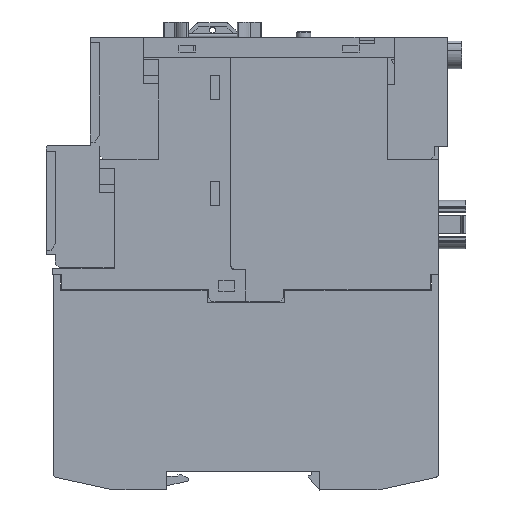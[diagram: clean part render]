
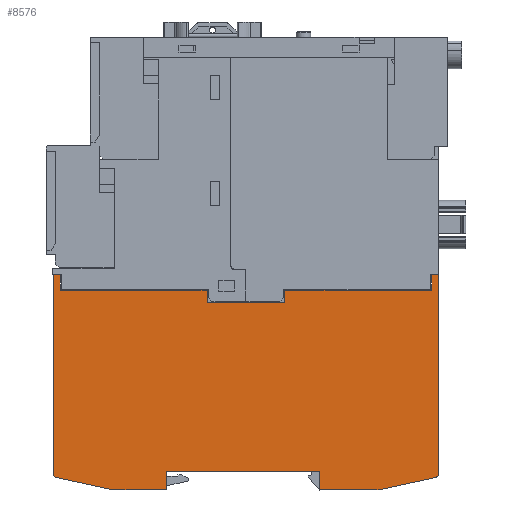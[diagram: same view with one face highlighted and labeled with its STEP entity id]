
A CAD part, left-side view. The second image highlights one B-rep face of the part: STEP entity #8576.
In plain terms, the highlighted planar face has unit normal (-1, 0, 0).
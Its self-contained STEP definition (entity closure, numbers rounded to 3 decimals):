
#8576=ADVANCED_FACE('',(#17795),#17796,.F.);
#17795=FACE_OUTER_BOUND('',#27529,.T.);
#17796=PLANE('',#27530);
#27529=EDGE_LOOP('',(#55157,#55158,#55159,#55160,#55161,#55162,#55163,#55164,#55165,#55166,#55167,#55168,#55169,#55170,#55171,#55172,#55173,#55174,#55175,#55176,#55177,#55178,#55179,#55180));
#27530=AXIS2_PLACEMENT_3D('',#55181,#55182,#55183);
#55157=ORIENTED_EDGE('',*,*,#68081,.T.);
#55158=ORIENTED_EDGE('',*,*,#68038,.T.);
#55159=ORIENTED_EDGE('',*,*,#69741,.T.);
#55160=ORIENTED_EDGE('',*,*,#69742,.T.);
#55161=ORIENTED_EDGE('',*,*,#69743,.T.);
#55162=ORIENTED_EDGE('',*,*,#69744,.T.);
#55163=ORIENTED_EDGE('',*,*,#69745,.T.);
#55164=ORIENTED_EDGE('',*,*,#69746,.T.);
#55165=ORIENTED_EDGE('',*,*,#69747,.T.);
#55166=ORIENTED_EDGE('',*,*,#69748,.T.);
#55167=ORIENTED_EDGE('',*,*,#69749,.T.);
#55168=ORIENTED_EDGE('',*,*,#69750,.T.);
#55169=ORIENTED_EDGE('',*,*,#69751,.T.);
#55170=ORIENTED_EDGE('',*,*,#69752,.F.);
#55171=ORIENTED_EDGE('',*,*,#69753,.T.);
#55172=ORIENTED_EDGE('',*,*,#69754,.T.);
#55173=ORIENTED_EDGE('',*,*,#69755,.T.);
#55174=ORIENTED_EDGE('',*,*,#69756,.T.);
#55175=ORIENTED_EDGE('',*,*,#69757,.T.);
#55176=ORIENTED_EDGE('',*,*,#69758,.T.);
#55177=ORIENTED_EDGE('',*,*,#69759,.T.);
#55178=ORIENTED_EDGE('',*,*,#69760,.F.);
#55179=ORIENTED_EDGE('',*,*,#69761,.T.);
#55180=ORIENTED_EDGE('',*,*,#69737,.T.);
#55181=CARTESIAN_POINT('',(0.1,58.272,28.736));
#55182=DIRECTION('',(1.0,0.0,0.0));
#55183=DIRECTION('',(0.0,0.0,-1.0));
#68038=EDGE_CURVE('',#84376,#84374,#84377,.T.);
#68081=EDGE_CURVE('',#84445,#84376,#84446,.T.);
#69737=EDGE_CURVE('',#86894,#84445,#86895,.T.);
#69741=EDGE_CURVE('',#84374,#86900,#86901,.T.);
#69742=EDGE_CURVE('',#86900,#86902,#86903,.T.);
#69743=EDGE_CURVE('',#86902,#86904,#86905,.T.);
#69744=EDGE_CURVE('',#86904,#86906,#86907,.T.);
#69745=EDGE_CURVE('',#86906,#86908,#86909,.T.);
#69746=EDGE_CURVE('',#86908,#86910,#86911,.T.);
#69747=EDGE_CURVE('',#86910,#86912,#86913,.T.);
#69748=EDGE_CURVE('',#86912,#86914,#86915,.T.);
#69749=EDGE_CURVE('',#86914,#86916,#86917,.T.);
#69750=EDGE_CURVE('',#86916,#86918,#86919,.T.);
#69751=EDGE_CURVE('',#86918,#86920,#86921,.T.);
#69752=EDGE_CURVE('',#86922,#86920,#86923,.T.);
#69753=EDGE_CURVE('',#86922,#86924,#86925,.T.);
#69754=EDGE_CURVE('',#86924,#86926,#86927,.T.);
#69755=EDGE_CURVE('',#86926,#86928,#86929,.T.);
#69756=EDGE_CURVE('',#86928,#86930,#86931,.T.);
#69757=EDGE_CURVE('',#86930,#86932,#86933,.T.);
#69758=EDGE_CURVE('',#86932,#86934,#86935,.T.);
#69759=EDGE_CURVE('',#86934,#86936,#86937,.T.);
#69760=EDGE_CURVE('',#86938,#86936,#86939,.T.);
#69761=EDGE_CURVE('',#86938,#86894,#86940,.T.);
#84374=VERTEX_POINT('',#108074);
#84376=VERTEX_POINT('',#108077);
#84377=LINE('',#108078,#108079);
#84445=VERTEX_POINT('',#108174);
#84446=LINE('',#108175,#108176);
#86894=VERTEX_POINT('',#111650);
#86895=LINE('',#111651,#111652);
#86900=VERTEX_POINT('',#111659);
#86901=LINE('',#111660,#111661);
#86902=VERTEX_POINT('',#111662);
#86903=LINE('',#111663,#111664);
#86904=VERTEX_POINT('',#111665);
#86905=LINE('',#111666,#111667);
#86906=VERTEX_POINT('',#111668);
#86907=LINE('',#111669,#111670);
#86908=VERTEX_POINT('',#111671);
#86909=LINE('',#111672,#111673);
#86910=VERTEX_POINT('',#111674);
#86911=LINE('',#111675,#111676);
#86912=VERTEX_POINT('',#111677);
#86913=LINE('',#111678,#111679);
#86914=VERTEX_POINT('',#111680);
#86915=LINE('',#111681,#111682);
#86916=VERTEX_POINT('',#111683);
#86917=LINE('',#111684,#111685);
#86918=VERTEX_POINT('',#111686);
#86919=LINE('',#111687,#111688);
#86920=VERTEX_POINT('',#111689);
#86921=LINE('',#111690,#111691);
#86922=VERTEX_POINT('',#111692);
#86923=CIRCLE('',#111693,0.8);
#86924=VERTEX_POINT('',#111694);
#86925=LINE('',#111695,#111696);
#86926=VERTEX_POINT('',#111697);
#86927=LINE('',#111698,#111699);
#86928=VERTEX_POINT('',#111700);
#86929=LINE('',#111701,#111702);
#86930=VERTEX_POINT('',#111703);
#86931=LINE('',#111704,#111705);
#86932=VERTEX_POINT('',#111706);
#86933=LINE('',#111707,#111708);
#86934=VERTEX_POINT('',#111709);
#86935=LINE('',#111710,#111711);
#86936=VERTEX_POINT('',#111712);
#86937=LINE('',#111713,#111714);
#86938=VERTEX_POINT('',#111715);
#86939=CIRCLE('',#111716,0.8);
#86940=LINE('',#111717,#111718);
#108074=CARTESIAN_POINT('',(0.1,8.7,57.15));
#108077=CARTESIAN_POINT('',(0.1,7.3,57.15));
#108078=CARTESIAN_POINT('',(0.1,33.299,57.15));
#108079=VECTOR('',#123181,1.0);
#108174=CARTESIAN_POINT('',(0.1,7.3,57.2));
#108175=CARTESIAN_POINT('',(0.1,7.3,55.043));
#108176=VECTOR('',#123236,1.0);
#111650=CARTESIAN_POINT('',(0.1,7.25,57.2));
#111651=CARTESIAN_POINT('',(0.1,7.25,57.2));
#111652=VECTOR('',#124842,1.0);
#111659=CARTESIAN_POINT('',(0.1,9.05,56.8));
#111660=CARTESIAN_POINT('',(0.1,8.65,57.2));
#111661=VECTOR('',#124845,1.0);
#111662=CARTESIAN_POINT('',(0.1,9.05,52.9));
#111663=CARTESIAN_POINT('',(0.1,9.05,56.8));
#111664=VECTOR('',#124846,1.0);
#111665=CARTESIAN_POINT('',(0.1,47.95,52.9));
#111666=CARTESIAN_POINT('',(0.1,9.05,52.9));
#111667=VECTOR('',#124847,1.0);
#111668=CARTESIAN_POINT('',(0.1,47.95,49.7));
#111669=CARTESIAN_POINT('',(0.1,47.95,52.9));
#111670=VECTOR('',#124848,1.0);
#111671=CARTESIAN_POINT('',(0.1,68.55,49.7));
#111672=CARTESIAN_POINT('',(0.1,47.95,49.7));
#111673=VECTOR('',#124849,1.0);
#111674=CARTESIAN_POINT('',(0.1,68.55,52.9));
#111675=CARTESIAN_POINT('',(0.1,68.55,49.7));
#111676=VECTOR('',#124850,1.0);
#111677=CARTESIAN_POINT('',(0.1,107.45,52.9));
#111678=CARTESIAN_POINT('',(0.1,68.55,52.9));
#111679=VECTOR('',#124851,1.0);
#111680=CARTESIAN_POINT('',(0.1,107.45,56.8));
#111681=CARTESIAN_POINT('',(0.1,107.45,52.9));
#111682=VECTOR('',#124852,1.0);
#111683=CARTESIAN_POINT('',(0.1,107.85,57.2));
#111684=CARTESIAN_POINT('',(0.1,107.45,56.8));
#111685=VECTOR('',#124853,1.0);
#111686=CARTESIAN_POINT('',(0.1,109.25,57.2));
#111687=CARTESIAN_POINT('',(0.1,107.85,57.2));
#111688=VECTOR('',#124854,1.0);
#111689=CARTESIAN_POINT('',(0.1,109.25,4.144));
#111690=CARTESIAN_POINT('',(0.1,109.25,57.2));
#111691=VECTOR('',#124855,1.0);
#111692=CARTESIAN_POINT('',(0.1,108.621,3.362));
#111693=AXIS2_PLACEMENT_3D('',#124856,#124857,#124858);
#111694=CARTESIAN_POINT('',(0.1,93.25,0.));
#111695=CARTESIAN_POINT('',(0.1,108.621,3.362));
#111696=VECTOR('',#124859,1.0);
#111697=CARTESIAN_POINT('',(0.1,79.25,0.));
#111698=CARTESIAN_POINT('',(0.1,93.25,0.));
#111699=VECTOR('',#124860,1.0);
#111700=CARTESIAN_POINT('',(0.1,79.25,5.));
#111701=CARTESIAN_POINT('',(0.1,79.25,0.));
#111702=VECTOR('',#124861,1.0);
#111703=CARTESIAN_POINT('',(0.1,38.75,5.));
#111704=CARTESIAN_POINT('',(0.1,79.25,5.));
#111705=VECTOR('',#124862,1.0);
#111706=CARTESIAN_POINT('',(0.1,38.75,0.));
#111707=CARTESIAN_POINT('',(0.1,38.75,5.));
#111708=VECTOR('',#124863,1.0);
#111709=CARTESIAN_POINT('',(0.1,23.25,0.));
#111710=CARTESIAN_POINT('',(0.1,38.75,0.));
#111711=VECTOR('',#124864,1.0);
#111712=CARTESIAN_POINT('',(0.1,7.879,3.362));
#111713=CARTESIAN_POINT('',(0.1,23.25,0.));
#111714=VECTOR('',#124865,1.0);
#111715=CARTESIAN_POINT('',(0.1,7.25,4.144));
#111716=AXIS2_PLACEMENT_3D('',#124866,#124867,#124868);
#111717=CARTESIAN_POINT('',(0.1,7.25,4.144));
#111718=VECTOR('',#124869,1.0);
#123181=DIRECTION('',(0.0,1.0,0.0));
#123236=DIRECTION('',(0.0,0.0,-1.0));
#124842=DIRECTION('',(0.0,1.0,0.0));
#124845=DIRECTION('',(0.0,0.707,-0.707));
#124846=DIRECTION('',(0.0,0.0,-1.0));
#124847=DIRECTION('',(0.0,1.0,0.0));
#124848=DIRECTION('',(0.0,0.0,-1.0));
#124849=DIRECTION('',(0.0,1.0,0.0));
#124850=DIRECTION('',(0.0,0.0,1.0));
#124851=DIRECTION('',(0.0,1.0,0.0));
#124852=DIRECTION('',(0.0,0.0,1.0));
#124853=DIRECTION('',(0.0,0.707,0.707));
#124854=DIRECTION('',(0.0,1.0,0.0));
#124855=DIRECTION('',(0.0,0.0,-1.0));
#124856=CARTESIAN_POINT('',(0.1,108.45,4.144));
#124857=DIRECTION('',(1.0,0.0,0.0));
#124858=DIRECTION('',(0.0,0.214,-0.977));
#124859=DIRECTION('',(0.0,-0.977,-0.214));
#124860=DIRECTION('',(0.0,-1.0,0.0));
#124861=DIRECTION('',(0.0,0.0,1.0));
#124862=DIRECTION('',(0.0,-1.0,0.0));
#124863=DIRECTION('',(0.0,0.0,-1.0));
#124864=DIRECTION('',(0.0,-1.0,0.0));
#124865=DIRECTION('',(0.0,-0.977,0.214));
#124866=CARTESIAN_POINT('',(0.1,8.05,4.144));
#124867=DIRECTION('',(1.0,0.0,0.0));
#124868=DIRECTION('',(0.0,-1.0,0.));
#124869=DIRECTION('',(0.0,0.0,1.0));
